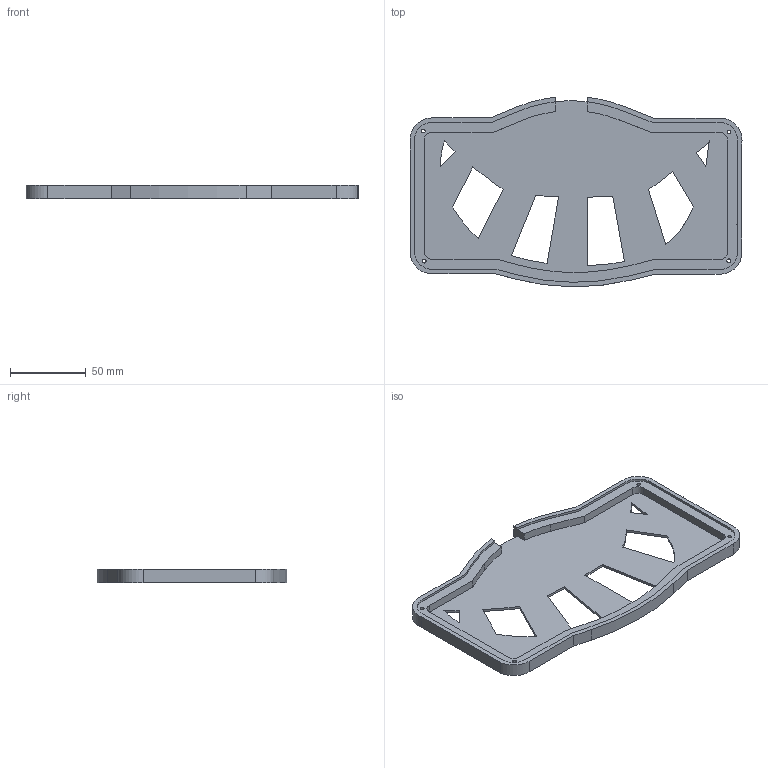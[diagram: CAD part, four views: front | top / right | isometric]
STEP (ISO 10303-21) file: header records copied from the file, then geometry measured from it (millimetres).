
FILE_DESCRIPTION(/* description */ (''),/* implementation_level */ '2;1');
FILE_NAME(/* name */ 'Smile Virgin Bottom Case.step',/* time_stamp */ '2024-10-03T16:18:52-07:00',/* author */ (''),/* organization */ (''),/* preprocessor_version */ 'ST-DEVELOPER v20',/* originating_system */ 'Autodesk Translation Framework v13.20.0.188',/* authorisation */ '');
FILE_SCHEMA (('AUTOMOTIVE_DESIGN { 1 0 10303 214 3 1 1 }'));
Length unit declared in the file: millimetre
Products named in the file (1): Pimple Smile
Bounding box: 219.21 x 125.26 x 8.6 mm (x, y, z)
Volume: 64589.8 mm3; surface area: 51097.6 mm2
Topology: 1 solids, 1 shells, 98 faces, 294 edges, 196 vertices
Faces by surface type: plane 59, cylinder 27, bspline 12
Full cylindrical faces by diameter (mm): 2.5 x4
Entity records: 4405 total; most frequent: CARTESIAN_POINT 1700, ORIENTED_EDGE 588, DIRECTION 498, EDGE_CURVE 294, LINE 216, VECTOR 216, VERTEX_POINT 196, AXIS2_PLACEMENT_3D 141
